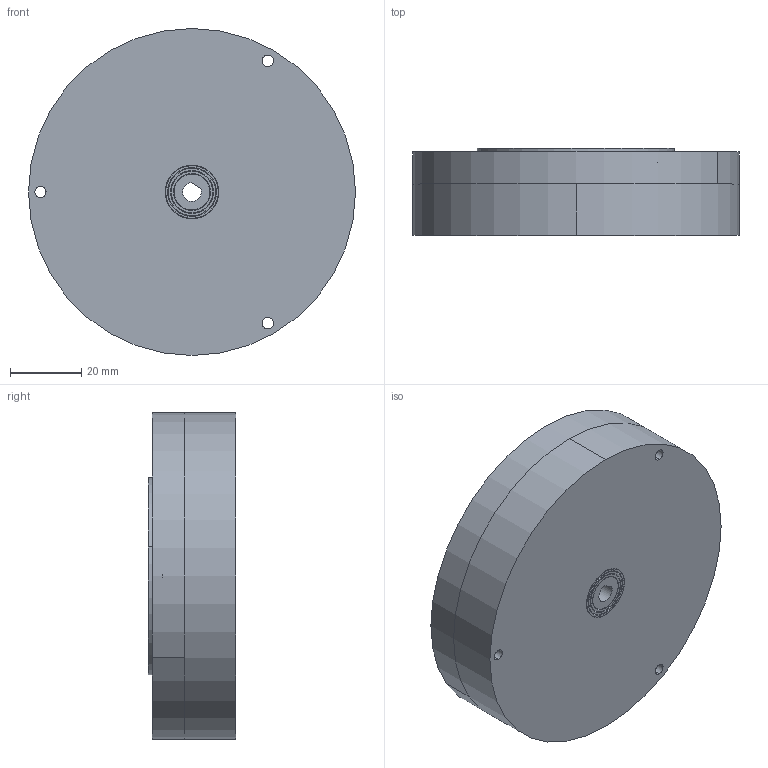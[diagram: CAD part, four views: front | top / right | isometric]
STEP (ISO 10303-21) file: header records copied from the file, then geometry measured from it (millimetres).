
FILE_DESCRIPTION (( 'STEP AP203' ), '1' );
FILE_NAME ('Assem1.STEP', '2024-01-31T03:30:31', ( '' ), ( '' ), 'SwSTEP 2.0', 'SolidWorks 2023', '' );
FILE_SCHEMA (( 'CONFIG_CONTROL_DESIGN' ));
Length unit declared in the file: millimetre
Products named in the file (11): Assem1; topHat; ballBearing296; loadPin; 4668K252_Permanently Lubricated Stainless Steel Ball Bearing_4668K252; topLid; wallPin; 4668K254_Permanently Lubricated Stainless Steel Ball Bearing_4668K254; eccentricNut; Disk; mainBody
Assembly tree (45 placements, depth 2):
  Assem1
    ballBearing296  x16
    mainBody
    wallPin  x15
    4668K252_Permanently Lubricated Stainless Steel Ball Bearing_4668K252  x2
    topHat
    eccentricNut
    Disk  x2
    4668K254_Permanently Lubricated Stainless Steel Ball Bearing_4668K254  x2
    topLid
    loadPin  x4
Bounding box: 91.7 x 24.41 x 91.7 mm (x, y, z)
Volume: 127915.5 mm3; surface area: 77927.6 mm2
Topology: 121 solids, 121 shells, 901 faces, 2187 edges, 1414 vertices
Faces by surface type: cylinder 343, plane 174, sphere 152, torus 88, cone 88, bspline 56
Entity records: 17490 total; most frequent: CARTESIAN_POINT 3715, DIRECTION 2741, ORIENTED_EDGE 2166, AXIS2_PLACEMENT_3D 1190, EDGE_CURVE 1083, VERTEX_POINT 708, CIRCLE 666, EDGE_LOOP 605
